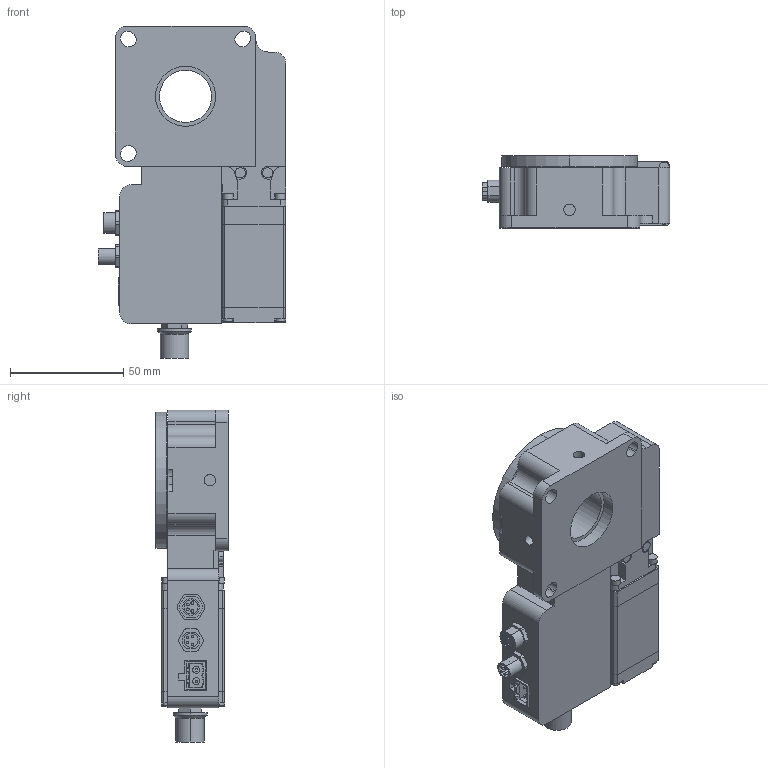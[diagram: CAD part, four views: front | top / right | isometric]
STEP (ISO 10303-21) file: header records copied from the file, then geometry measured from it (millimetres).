
FILE_DESCRIPTION (( 'STEP AP203' ), '1' );
FILE_NAME ('X-RSW60x.step', '2023-05-17T23:19:47', ( '' ), ( '' ), 'SwSTEP 2.0', 'SolidWorks 2019', '' );
FILE_SCHEMA (( 'CONFIG_CONTROL_DESIGN' ));
Length unit declared in the file: millimetre
Products named in the file (4): RSW60_base^RSW60_X-RSW60; NMS11_motor^RSW60_NMS11; RSW60_top^RSW60_RSW60; X-RSW60x
Assembly tree (3 placements, depth 2):
  X-RSW60x
    RSW60_base^RSW60_X-RSW60
    NMS11_motor^RSW60_NMS11
    RSW60_top^RSW60_RSW60
Bounding box: 82.66 x 31.75 x 146.4 mm (x, y, z)
Volume: 228732.4 mm3; surface area: 54496.2 mm2
Topology: 24 solids, 24 shells, 473 faces, 1121 edges, 742 vertices
Faces by surface type: plane 277, cylinder 192, cone 4
Entity records: 14123 total; most frequent: DIRECTION 2463, CARTESIAN_POINT 2354, ORIENTED_EDGE 2242, EDGE_CURVE 1121, AXIS2_PLACEMENT_3D 867, VERTEX_POINT 742, LINE 729, VECTOR 729
